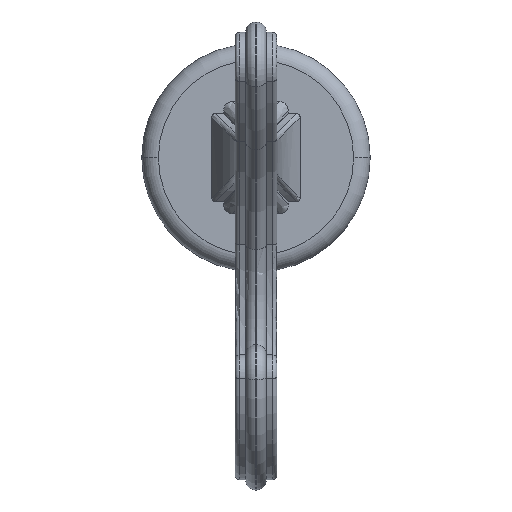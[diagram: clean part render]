
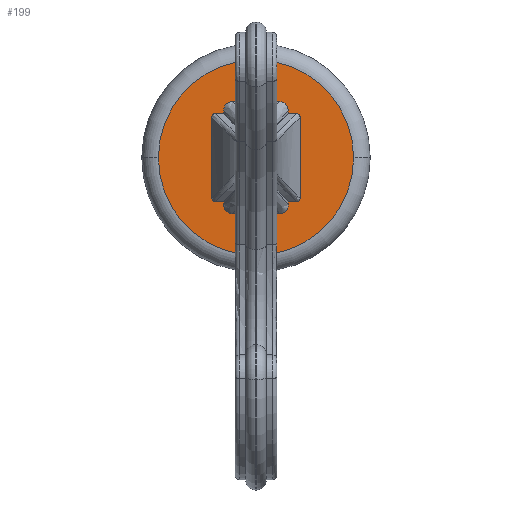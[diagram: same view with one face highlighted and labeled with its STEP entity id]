
A CAD part, front view. The second image highlights one B-rep face of the part: STEP entity #199.
In plain terms, the highlighted planar face has unit normal (0, -1, 0).
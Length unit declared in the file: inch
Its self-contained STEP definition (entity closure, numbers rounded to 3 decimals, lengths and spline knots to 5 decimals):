
#63=CARTESIAN_POINT('',(0.,-0.315,0.));
#64=DIRECTION('',(0.,1.,0.));
#65=DIRECTION('',(1.,0.,0.));
#66=AXIS2_PLACEMENT_3D('',#63,#64,#65);
#68=CARTESIAN_POINT('',(0.,-0.315,0.));
#69=DIRECTION('',(0.,1.,0.));
#70=DIRECTION('',(-1.,0.,0.));
#71=AXIS2_PLACEMENT_3D('',#68,#69,#70);
#87=CARTESIAN_POINT('',(0.925,-0.315,0.));
#88=VERTEX_POINT('',#87);
#89=CARTESIAN_POINT('',(-0.925,-0.315,0.));
#90=VERTEX_POINT('',#89);
#190=CARTESIAN_POINT('',(0.,-0.315,0.));
#191=DIRECTION('',(0.,1.,0.));
#192=DIRECTION('',(0.,0.,1.));
#193=AXIS2_PLACEMENT_3D('',#190,#191,#192);
#194=PLANE('',#193);
#195=ORIENTED_EDGE('',*,*,#185,.T.);
#196=ORIENTED_EDGE('',*,*,#169,.T.);
#197=EDGE_LOOP('',(#195,#196));
#198=FACE_OUTER_BOUND('',#197,.F.);
#199=ADVANCED_FACE('',(#198),#194,.F.);
#67=CIRCLE('',#66,0.925);
#72=CIRCLE('',#71,0.925);
#169=EDGE_CURVE('',#90,#88,#72,.T.);
#185=EDGE_CURVE('',#88,#90,#67,.T.);
